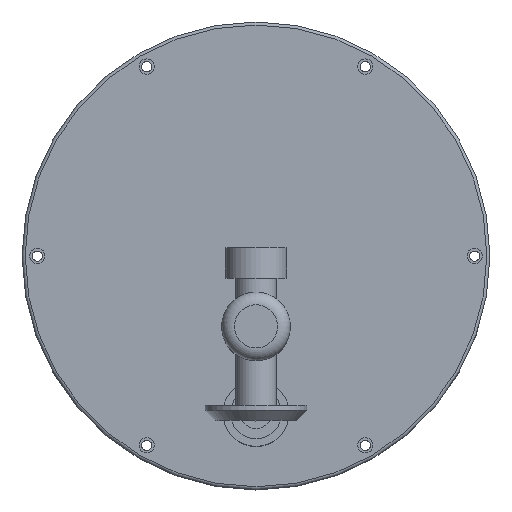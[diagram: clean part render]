
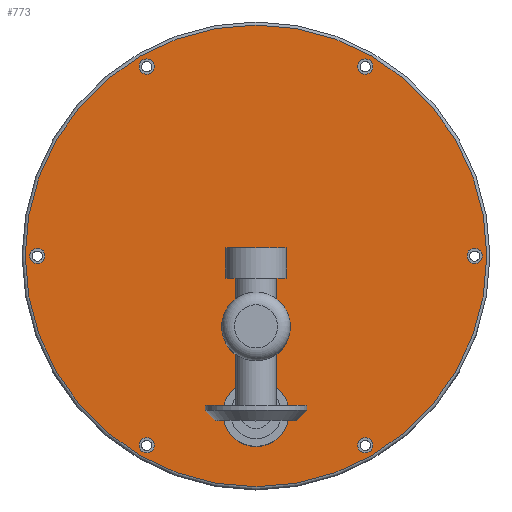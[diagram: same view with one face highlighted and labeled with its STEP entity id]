
A CAD part, top view. The second image highlights one B-rep face of the part: STEP entity #773.
In plain terms, the highlighted planar face has unit normal (0, 0, 1).
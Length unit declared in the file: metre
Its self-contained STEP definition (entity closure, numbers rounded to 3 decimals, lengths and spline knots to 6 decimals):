
#62=PLANE('',#978);
#149=ORIENTED_EDGE('',*,*,#260,.F.);
#150=ORIENTED_EDGE('',*,*,#261,.F.);
#151=ORIENTED_EDGE('',*,*,#262,.F.);
#152=ORIENTED_EDGE('',*,*,#263,.T.);
#153=ORIENTED_EDGE('',*,*,#248,.F.);
#154=ORIENTED_EDGE('',*,*,#250,.F.);
#155=ORIENTED_EDGE('',*,*,#252,.F.);
#156=ORIENTED_EDGE('',*,*,#254,.F.);
#157=ORIENTED_EDGE('',*,*,#256,.F.);
#158=ORIENTED_EDGE('',*,*,#264,.F.);
#248=EDGE_CURVE('',#319,#319,#386,.T.);
#250=EDGE_CURVE('',#321,#321,#388,.T.);
#252=EDGE_CURVE('',#323,#323,#390,.T.);
#254=EDGE_CURVE('',#325,#325,#392,.T.);
#256=EDGE_CURVE('',#327,#327,#394,.T.);
#260=EDGE_CURVE('',#331,#331,#398,.T.);
#261=EDGE_CURVE('',#332,#332,#399,.T.);
#262=EDGE_CURVE('',#333,#333,#400,.T.);
#263=EDGE_CURVE('',#334,#334,#401,.T.);
#264=EDGE_CURVE('',#335,#335,#402,.T.);
#319=VERTEX_POINT('',#1459);
#321=VERTEX_POINT('',#1464);
#323=VERTEX_POINT('',#1469);
#325=VERTEX_POINT('',#1474);
#327=VERTEX_POINT('',#1479);
#331=VERTEX_POINT('',#1489);
#332=VERTEX_POINT('',#1491);
#333=VERTEX_POINT('',#1493);
#334=VERTEX_POINT('',#1495);
#335=VERTEX_POINT('',#1497);
#386=CIRCLE('',#961,0.0015);
#388=CIRCLE('',#964,0.0015);
#390=CIRCLE('',#967,0.0015);
#392=CIRCLE('',#970,0.0015);
#394=CIRCLE('',#973,0.0015);
#398=CIRCLE('',#979,0.00675);
#399=CIRCLE('',#980,0.0015);
#400=CIRCLE('',#981,0.0065);
#401=CIRCLE('',#982,0.0454);
#402=CIRCLE('',#983,0.0015);
#498=EDGE_LOOP('',(#149));
#499=EDGE_LOOP('',(#150));
#500=EDGE_LOOP('',(#151));
#501=EDGE_LOOP('',(#152));
#502=EDGE_LOOP('',(#153));
#503=EDGE_LOOP('',(#154));
#504=EDGE_LOOP('',(#155));
#505=EDGE_LOOP('',(#156));
#506=EDGE_LOOP('',(#157));
#507=EDGE_LOOP('',(#158));
#636=FACE_BOUND('',#498,.T.);
#637=FACE_BOUND('',#499,.T.);
#638=FACE_BOUND('',#500,.T.);
#639=FACE_BOUND('',#501,.T.);
#640=FACE_BOUND('',#502,.T.);
#641=FACE_BOUND('',#503,.T.);
#642=FACE_BOUND('',#504,.T.);
#643=FACE_BOUND('',#505,.T.);
#644=FACE_BOUND('',#506,.T.);
#645=FACE_BOUND('',#507,.T.);
#773=ADVANCED_FACE('',(#636,#637,#638,#639,#640,#641,#642,#643,#644,#645),
#62,.T.);
#961=AXIS2_PLACEMENT_3D('',#1458,#1171,#1172);
#964=AXIS2_PLACEMENT_3D('',#1463,#1177,#1178);
#967=AXIS2_PLACEMENT_3D('',#1468,#1183,#1184);
#970=AXIS2_PLACEMENT_3D('',#1473,#1189,#1190);
#973=AXIS2_PLACEMENT_3D('',#1478,#1195,#1196);
#978=AXIS2_PLACEMENT_3D('',#1487,#1205,#1206);
#979=AXIS2_PLACEMENT_3D('',#1488,#1207,#1208);
#980=AXIS2_PLACEMENT_3D('',#1490,#1209,#1210);
#981=AXIS2_PLACEMENT_3D('',#1492,#1211,#1212);
#982=AXIS2_PLACEMENT_3D('',#1494,#1213,#1214);
#983=AXIS2_PLACEMENT_3D('',#1496,#1215,#1216);
#1171=DIRECTION('',(0.,0.,1.));
#1172=DIRECTION('',(0.5,-0.866,0.));
#1177=DIRECTION('',(0.,0.,1.));
#1178=DIRECTION('',(-0.5,-0.866,0.));
#1183=DIRECTION('',(0.,0.,1.));
#1184=DIRECTION('',(-1.,0.,0.));
#1189=DIRECTION('',(0.,0.,1.));
#1190=DIRECTION('',(-0.5,0.866,0.));
#1195=DIRECTION('',(0.,0.,1.));
#1196=DIRECTION('',(0.5,0.866,0.));
#1205=DIRECTION('',(0.,0.,1.));
#1206=DIRECTION('',(1.,0.,0.));
#1207=DIRECTION('',(0.,0.,1.));
#1208=DIRECTION('',(1.,0.,0.));
#1209=DIRECTION('',(0.,0.,1.));
#1210=DIRECTION('',(1.,0.,0.));
#1211=DIRECTION('',(0.,0.,1.));
#1212=DIRECTION('',(1.,0.,0.));
#1213=DIRECTION('',(0.,0.,1.));
#1214=DIRECTION('',(1.,0.,0.));
#1215=DIRECTION('',(0.,0.,1.));
#1216=DIRECTION('',(1.,0.,0.));
#1458=CARTESIAN_POINT('',(0.0215,-0.037239,0.026));
#1459=CARTESIAN_POINT('',(0.02225,-0.038538,0.026));
#1463=CARTESIAN_POINT('',(-0.0215,-0.037239,0.026));
#1464=CARTESIAN_POINT('',(-0.02225,-0.038538,0.026));
#1468=CARTESIAN_POINT('',(-0.043,0.,0.026));
#1469=CARTESIAN_POINT('',(-0.0445,0.,0.026));
#1473=CARTESIAN_POINT('',(-0.0215,0.037239,0.026));
#1474=CARTESIAN_POINT('',(-0.02225,0.038538,0.026));
#1478=CARTESIAN_POINT('',(0.0215,0.037239,0.026));
#1479=CARTESIAN_POINT('',(0.02225,0.038538,0.026));
#1487=CARTESIAN_POINT('',(0.,0.,0.026));
#1488=CARTESIAN_POINT('',(0.,-0.014,0.026));
#1489=CARTESIAN_POINT('',(0.00675,-0.014,0.026));
#1490=CARTESIAN_POINT('',(0.,0.,0.026));
#1491=CARTESIAN_POINT('',(0.0015,0.,0.026));
#1492=CARTESIAN_POINT('',(0.,-0.031,0.026));
#1493=CARTESIAN_POINT('',(0.0065,-0.031,0.026));
#1494=CARTESIAN_POINT('',(0.,0.,0.026));
#1495=CARTESIAN_POINT('',(0.0454,0.,0.026));
#1496=CARTESIAN_POINT('',(0.043,0.,0.026));
#1497=CARTESIAN_POINT('',(0.0445,0.,0.026));
